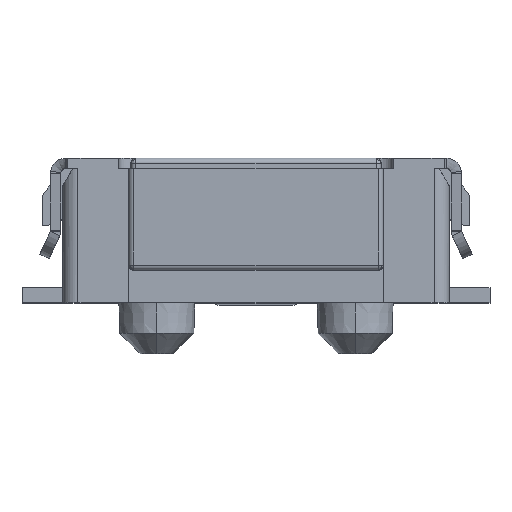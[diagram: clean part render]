
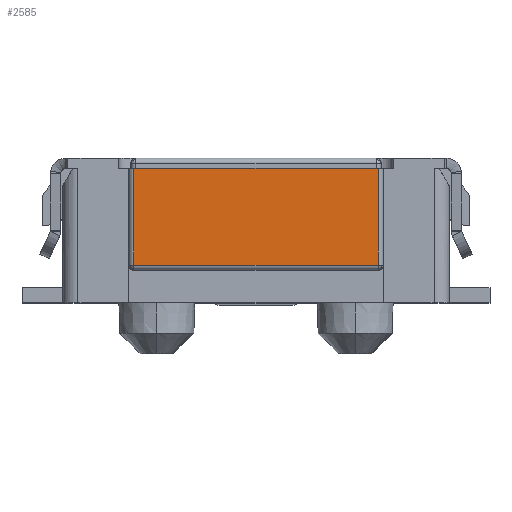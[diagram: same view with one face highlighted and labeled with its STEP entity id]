
A CAD part, top view. The second image highlights one B-rep face of the part: STEP entity #2585.
In plain terms, the highlighted planar face has unit normal (0, -0.018, 1).
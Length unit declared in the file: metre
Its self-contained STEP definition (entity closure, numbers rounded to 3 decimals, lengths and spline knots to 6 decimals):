
#9 = VECTOR ( 'NONE', #2985, 1. ) ;
#53 = VERTEX_POINT ( 'NONE', #11637 ) ;
#166 = AXIS2_PLACEMENT_3D ( 'NONE', #2577, #11659, #6686 ) ;
#546 = DIRECTION ( 'NONE',  ( -1., 0., 0. ) ) ;
#549 = ORIENTED_EDGE ( 'NONE', *, *, #6716, .F. ) ;
#733 = DIRECTION ( 'NONE',  ( 0., 1., 0.017 ) ) ;
#1018 = CARTESIAN_POINT ( 'NONE',  ( -0.0012, 0.00132, 0.00215 ) ) ;
#1485 = CARTESIAN_POINT ( 'NONE',  ( 0.0012, 0.00132, 0.00215 ) ) ;
#1514 = EDGE_CURVE ( 'NONE', #9592, #8776, #9076, .T. ) ;
#2430 = ORIENTED_EDGE ( 'NONE', *, *, #6841, .T. ) ;
#2577 = CARTESIAN_POINT ( 'NONE',  ( -0.0013, 0.00132, 0.00215 ) ) ;
#2585 = ADVANCED_FACE ( 'NONE', ( #10806 ), #4512, .T. ) ;
#2985 = DIRECTION ( 'NONE',  ( -1., 0., 0. ) ) ;
#3025 = ORIENTED_EDGE ( 'NONE', *, *, #1514, .T. ) ;
#4512 = PLANE ( 'NONE',  #166 ) ;
#4867 = LINE ( 'NONE', #6987, #7225 ) ;
#5075 = DIRECTION ( 'NONE',  ( 0., -1., -0.017 ) ) ;
#5529 = LINE ( 'NONE', #9695, #12698 ) ;
#5636 = EDGE_CURVE ( 'NONE', #8776, #11956, #7265, .T. ) ;
#6686 = DIRECTION ( 'NONE',  ( 0., -1., -0.017 ) ) ;
#6716 = EDGE_CURVE ( 'NONE', #53, #11956, #5529, .T. ) ;
#6841 = EDGE_CURVE ( 'NONE', #53, #9592, #4867, .T. ) ;
#6987 = CARTESIAN_POINT ( 'NONE',  ( 0.0012, 0.00132, 0.00215 ) ) ;
#7225 = VECTOR ( 'NONE', #733, 1. ) ;
#7265 = LINE ( 'NONE', #1018, #9045 ) ;
#8454 = EDGE_LOOP ( 'NONE', ( #9871, #549, #2430, #3025 ) ) ;
#8776 = VERTEX_POINT ( 'NONE', #9671 ) ;
#9045 = VECTOR ( 'NONE', #5075, 1. ) ;
#9076 = LINE ( 'NONE', #9812, #9 ) ;
#9592 = VERTEX_POINT ( 'NONE', #1485 ) ;
#9671 = CARTESIAN_POINT ( 'NONE',  ( -0.0012, 0.00132, 0.00215 ) ) ;
#9695 = CARTESIAN_POINT ( 'NONE',  ( 0.001256, 0.000369, 0.002133 ) ) ;
#9812 = CARTESIAN_POINT ( 'NONE',  ( -0.0013, 0.00132, 0.00215 ) ) ;
#9871 = ORIENTED_EDGE ( 'NONE', *, *, #5636, .T. ) ;
#10453 = CARTESIAN_POINT ( 'NONE',  ( -0.0012, 0.000369, 0.002133 ) ) ;
#10806 = FACE_OUTER_BOUND ( 'NONE', #8454, .T. ) ;
#11637 = CARTESIAN_POINT ( 'NONE',  ( 0.0012, 0.000369, 0.002133 ) ) ;
#11659 = DIRECTION ( 'NONE',  ( 0., -0.017, 1. ) ) ;
#11956 = VERTEX_POINT ( 'NONE', #10453 ) ;
#12698 = VECTOR ( 'NONE', #546, 1. ) ;
